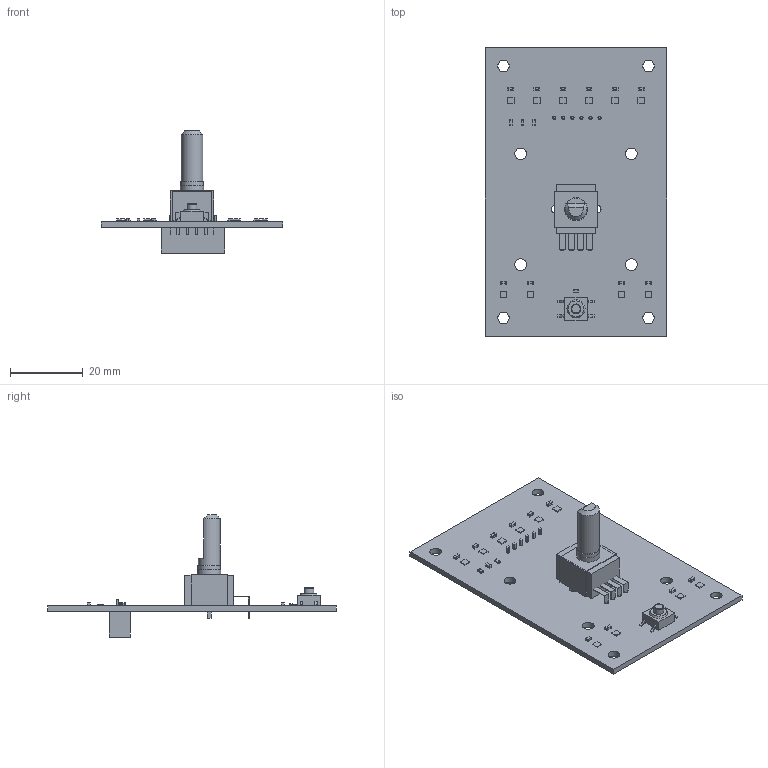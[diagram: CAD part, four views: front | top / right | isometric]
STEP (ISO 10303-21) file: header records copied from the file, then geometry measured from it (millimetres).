
FILE_DESCRIPTION(('KiCad electronic assembly'),'2;1');
FILE_NAME('controlboard.step','2023-04-01T17:10:39',('Pcbnew'),('Kicad') ,'Open CASCADE STEP processor 7.6','KiCad to STEP converter','Unknown' );
FILE_SCHEMA(('AUTOMOTIVE_DESIGN { 1 0 10303 214 1 1 1 1 }'));
Length unit declared in the file: millimetre
Products named in the file (23): controlboard 1; 19-C47 RSGHBHC-5V01 2T; SOLID; C_0603_1608Metric; R_0603_1608Metric; CK switches KSC SLT G; bourns PTV111-4425A; jst-xh-6a; PCB
Assembly tree (55 placements, depth 3):
  controlboard 1
    19-C47 RSGHBHC-5V01 2T  x20
      SOLID
    C_0603_1608Metric  x11
      SOLID
    R_0603_1608Metric  x3
      SOLID
    CK switches KSC SLT G  x2
      SOLID
      SOLID
      SOLID
      SOLID
    bourns PTV111-4425A  x2
      SOLID
      SOLID
      SOLID
      SOLID
      SOLID
      SOLID
      SOLID
    jst-xh-6a
      SOLID
    PCB
Bounding box: 50 x 79.5 x 33.68 mm (x, y, z)
Volume: 11393.4 mm3; surface area: 14431.8 mm2
Topology: 58 solids, 58 shells, 1174 faces, 3029 edges, 2012 vertices
Faces by surface type: plane 979, cylinder 187, cone 6, torus 2
Full cylindrical faces by diameter (mm): 0.9 x6, 1 x4, 2.1 x1, 2.2 x1, 2.7 x2, 3.2 x8, 6 x3, 6.2 x2, 6.4 x4
Entity records: 20475 total; most frequent: CARTESIAN_POINT 3509, DIRECTION 2945, LINE 2009, VECTOR 2009, ORIENTED_EDGE 1476, PCURVE 1476, DEFINITIONAL_REPRESENTATION 1476, EDGE_CURVE 738
